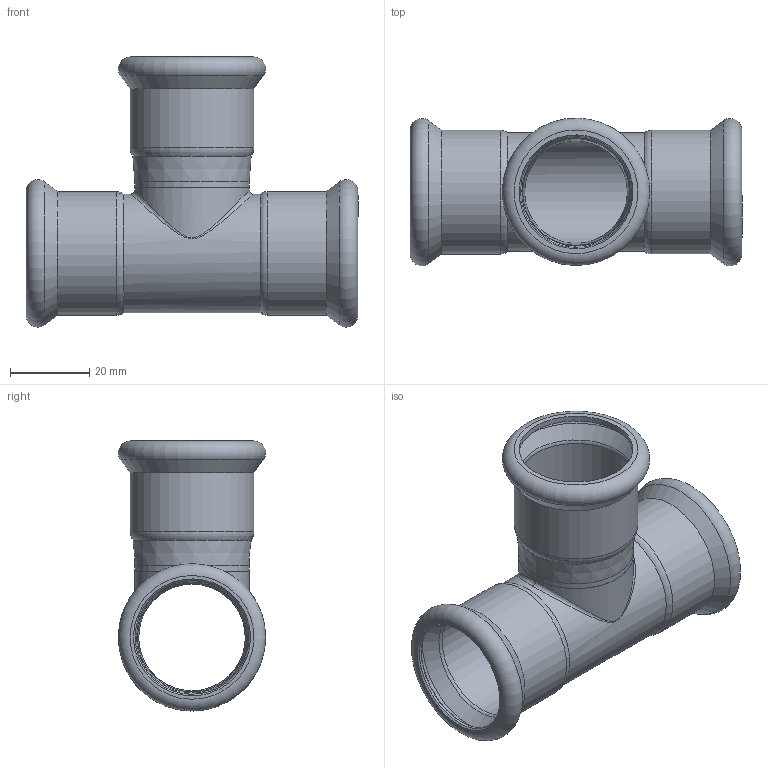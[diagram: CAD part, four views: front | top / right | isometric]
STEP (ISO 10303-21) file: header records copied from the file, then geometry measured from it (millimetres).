
FILE_DESCRIPTION(/* description */ (''),/* implementation_level */ '2;1');
FILE_NAME(/* name */ '43005.stp',/* time_stamp */ '2023-09-08T11:20:15+02:00',/* author */ ('JANAN'),/* organization */ (''),/* preprocessor_version */ 'ST-DEVELOPER v19.2',/* originating_system */ 'Autodesk Inventor 2023',/* authorisation */ '');
FILE_SCHEMA (('AUTOMOTIVE_DESIGN { 1 0 10303 214 3 1 1 }'));
Length unit declared in the file: millimetre
Products named in the file (1): tmp8A06.tmp
Bounding box: 84 x 37.28 x 68.34 mm (x, y, z)
Volume: 17670.6 mm3; surface area: 24085.3 mm2
Topology: 2 solids, 2 shells, 57 faces, 116 edges, 67 vertices
Faces by surface type: torus 18, cylinder 15, cone 12, plane 8, bspline 4
Full cylindrical faces by diameter (mm): 26 x2, 27 x1, 28.2 x3, 28.8 x3, 29 x2, 30 x1, 31.3 x3
Entity records: 3330 total; most frequent: CARTESIAN_POINT 1997, DIRECTION 289, ORIENTED_EDGE 232, AXIS2_PLACEMENT_3D 131, EDGE_CURVE 116, CIRCLE 77, EDGE_LOOP 67, VERTEX_POINT 67
